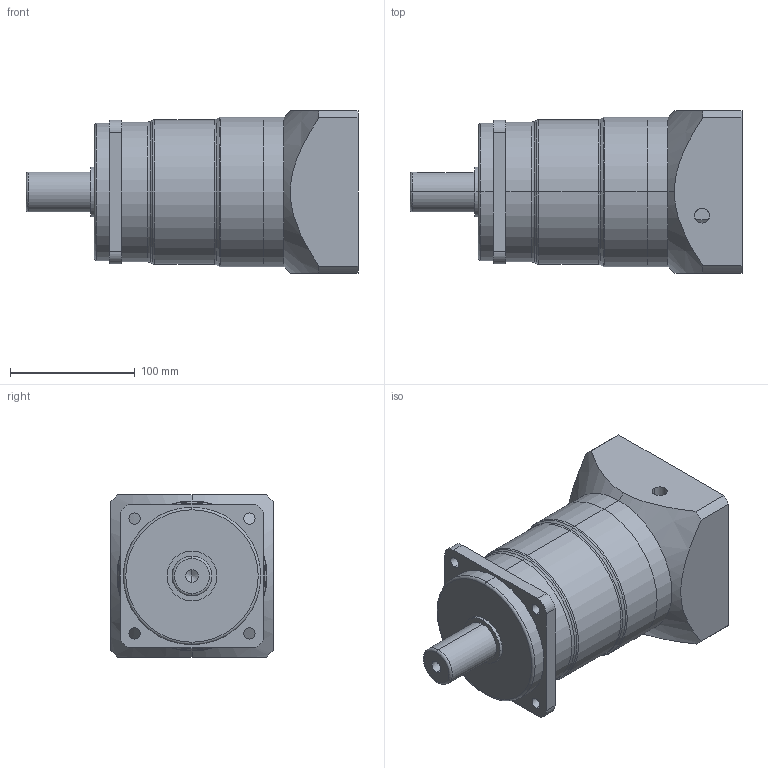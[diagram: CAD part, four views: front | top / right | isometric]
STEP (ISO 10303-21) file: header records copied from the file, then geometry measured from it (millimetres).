
FILE_DESCRIPTION((''),'2;1');
FILE_NAME('ASM0001_ASM','2022-06-10T15:14:47',('Administrator'),(''),'CREO PARAMETRIC BY PTC INC, 2019010','CREO PARAMETRIC BY PTC INC, 2019010','');
FILE_SCHEMA(('CONFIG_CONTROL_DESIGN'));
Products named in the file (4): 1_1_200; 300; VRB115-L2-S2_1_2_ASM; ASM0001_ASM
Assembly tree (3 placements, depth 3):
  ASM0001_ASM
    VRB115-L2-S2_1_2_ASM
      1_1_200
      300
Bounding box: 265.7 x 130 x 130 mm (x, y, z)
Volume: 902965.1 mm3; surface area: 175041 mm2
Topology: 1 solids, 2 shells, 560 faces, 1548 edges, 1017 vertices
Faces by surface type: bspline 281, plane 137, cylinder 77, extrusion 31, cone 22, torus 12
Entity records: 37605 total; most frequent: CARTESIAN_POINT 25009, ORIENTED_EDGE 3068, DIRECTION 1753, EDGE_CURVE 1538, VERTEX_POINT 1017, VECTOR 689, LINE 658, B_SPLINE_CURVE_WITH_KNOTS 636
